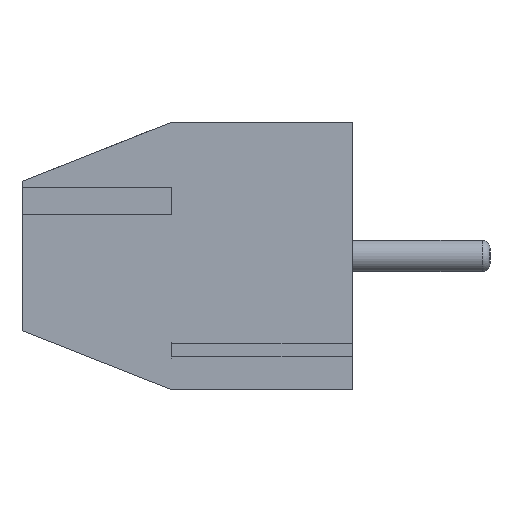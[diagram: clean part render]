
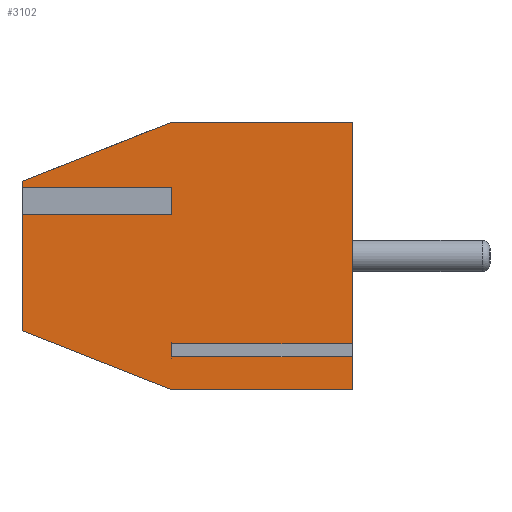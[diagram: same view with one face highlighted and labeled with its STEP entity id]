
A CAD part, left-side view. The second image highlights one B-rep face of the part: STEP entity #3102.
In plain terms, the highlighted planar face has unit normal (-1, 0, 0).
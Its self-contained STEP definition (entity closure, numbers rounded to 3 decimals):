
#345 = PLANE ( 'NONE',  #12491 ) ;
#721 = LINE ( 'NONE', #13782, #18015 ) ;
#1155 = CARTESIAN_POINT ( 'NONE',  ( 0., 8.4, 1.5 ) ) ;
#1578 = ORIENTED_EDGE ( 'NONE', *, *, #23752, .F. ) ;
#1586 = LINE ( 'NONE', #4975, #7042 ) ;
#1688 = CARTESIAN_POINT ( 'NONE',  ( 0., 4.6, 6.8 ) ) ;
#2819 = VERTEX_POINT ( 'NONE', #18083 ) ;
#3039 = ORIENTED_EDGE ( 'NONE', *, *, #3726, .F. ) ;
#3102 = ADVANCED_FACE ( 'NONE', ( #3736 ), #345, .F. ) ;
#3594 = VERTEX_POINT ( 'NONE', #20126 ) ;
#3726 = EDGE_CURVE ( 'NONE', #11174, #22776, #29725, .T. ) ;
#3736 = FACE_OUTER_BOUND ( 'NONE', #6395, .T. ) ;
#4282 = LINE ( 'NONE', #17331, #40695 ) ;
#4452 = EDGE_CURVE ( 'NONE', #38237, #11565, #23465, .T. ) ;
#4471 = EDGE_CURVE ( 'NONE', #20082, #14861, #16617, .T. ) ;
#4538 = ORIENTED_EDGE ( 'NONE', *, *, #32197, .F. ) ;
#4662 = DIRECTION ( 'NONE',  ( 0., 0., 1. ) ) ;
#4724 = DIRECTION ( 'NONE',  ( 0., -0.93, 0.367 ) ) ;
#4728 = CARTESIAN_POINT ( 'NONE',  ( 0., 8.4, 4.968 ) ) ;
#4889 = DIRECTION ( 'NONE',  ( 0., 0., -1. ) ) ;
#4975 = CARTESIAN_POINT ( 'NONE',  ( 0., 0., 6.8 ) ) ;
#5946 = LINE ( 'NONE', #38325, #33364 ) ;
#6395 = EDGE_LOOP ( 'NONE', ( #9246, #9394, #25075, #1578, #12564, #33176, #35063, #26529, #3039, #35256, #25523, #40667, #4538, #36016 ) ) ;
#6506 = VECTOR ( 'NONE', #28321, 1000. ) ;
#6574 = CARTESIAN_POINT ( 'NONE',  ( 0., 8.4, 6.8 ) ) ;
#6656 = VERTEX_POINT ( 'NONE', #1688 ) ;
#7042 = VECTOR ( 'NONE', #8192, 1000. ) ;
#7635 = LINE ( 'NONE', #10861, #40413 ) ;
#8192 = DIRECTION ( 'NONE',  ( 0., 0., 1. ) ) ;
#8505 = LINE ( 'NONE', #21566, #19789 ) ;
#9056 = EDGE_CURVE ( 'NONE', #40607, #3594, #8505, .T. ) ;
#9246 = ORIENTED_EDGE ( 'NONE', *, *, #4452, .T. ) ;
#9394 = ORIENTED_EDGE ( 'NONE', *, *, #12388, .T. ) ;
#10861 = CARTESIAN_POINT ( 'NONE',  ( 0., 4.6, 0.832 ) ) ;
#11034 = DIRECTION ( 'NONE',  ( 0., -1., 0. ) ) ;
#11174 = VERTEX_POINT ( 'NONE', #14083 ) ;
#11565 = VERTEX_POINT ( 'NONE', #21236 ) ;
#11580 = CARTESIAN_POINT ( 'NONE',  ( 0., 0., 0. ) ) ;
#12388 = EDGE_CURVE ( 'NONE', #11565, #2819, #1586, .T. ) ;
#12491 = AXIS2_PLACEMENT_3D ( 'NONE', #39534, #16790, #39958 ) ;
#12564 = ORIENTED_EDGE ( 'NONE', *, *, #4471, .F. ) ;
#12786 = VECTOR ( 'NONE', #23185, 1000. ) ;
#13507 = EDGE_CURVE ( 'NONE', #19377, #40607, #721, .T. ) ;
#13782 = CARTESIAN_POINT ( 'NONE',  ( 0., 8.4, 0. ) ) ;
#14083 = CARTESIAN_POINT ( 'NONE',  ( 0., 8.4, 1.5 ) ) ;
#14326 = EDGE_CURVE ( 'NONE', #39809, #39764, #4282, .T. ) ;
#14844 = EDGE_CURVE ( 'NONE', #6656, #2819, #15431, .T. ) ;
#14861 = VERTEX_POINT ( 'NONE', #19270 ) ;
#15431 = LINE ( 'NONE', #28732, #6506 ) ;
#16442 = EDGE_CURVE ( 'NONE', #20082, #39809, #5946, .T. ) ;
#16617 = LINE ( 'NONE', #19839, #39185 ) ;
#16790 = DIRECTION ( 'NONE',  ( 1., 0., 0. ) ) ;
#17277 = DIRECTION ( 'NONE',  ( 0., -1., 0. ) ) ;
#17331 = CARTESIAN_POINT ( 'NONE',  ( 0., 4.6, 4.968 ) ) ;
#17785 = LINE ( 'NONE', #36891, #39406 ) ;
#18015 = VECTOR ( 'NONE', #26829, 1000. ) ;
#18083 = CARTESIAN_POINT ( 'NONE',  ( 0., 0., 6.8 ) ) ;
#18155 = CARTESIAN_POINT ( 'NONE',  ( 0., 4.6, 0.832 ) ) ;
#18544 = VECTOR ( 'NONE', #19855, 1000. ) ;
#19270 = CARTESIAN_POINT ( 'NONE',  ( 0., 8.4, 5.3 ) ) ;
#19377 = VERTEX_POINT ( 'NONE', #26321 ) ;
#19553 = DIRECTION ( 'NONE',  ( 0., -1., 0. ) ) ;
#19789 = VECTOR ( 'NONE', #34633, 1000. ) ;
#19839 = CARTESIAN_POINT ( 'NONE',  ( 0., 8.4, 6.8 ) ) ;
#19855 = DIRECTION ( 'NONE',  ( 0., 0., 1. ) ) ;
#19894 = CARTESIAN_POINT ( 'NONE',  ( 0., 8.4, 4.632 ) ) ;
#20082 = VERTEX_POINT ( 'NONE', #4728 ) ;
#20126 = CARTESIAN_POINT ( 'NONE',  ( 0., 0., 0.832 ) ) ;
#21236 = CARTESIAN_POINT ( 'NONE',  ( 0., 0., 1.168 ) ) ;
#21566 = CARTESIAN_POINT ( 'NONE',  ( 0., 0., 6.8 ) ) ;
#21567 = VERTEX_POINT ( 'NONE', #29891 ) ;
#22776 = VERTEX_POINT ( 'NONE', #19894 ) ;
#22916 = EDGE_CURVE ( 'NONE', #21567, #38237, #34649, .T. ) ;
#23185 = DIRECTION ( 'NONE',  ( 0., 0.93, 0.367 ) ) ;
#23465 = LINE ( 'NONE', #26691, #24069 ) ;
#23752 = EDGE_CURVE ( 'NONE', #14861, #6656, #17785, .T. ) ;
#23904 = CARTESIAN_POINT ( 'NONE',  ( 0., 4.6, 4.632 ) ) ;
#24069 = VECTOR ( 'NONE', #11034, 1000. ) ;
#24559 = CARTESIAN_POINT ( 'NONE',  ( 0., 4.6, 4.968 ) ) ;
#25075 = ORIENTED_EDGE ( 'NONE', *, *, #14844, .F. ) ;
#25450 = DIRECTION ( 'NONE',  ( 0., -1., 0. ) ) ;
#25523 = ORIENTED_EDGE ( 'NONE', *, *, #13507, .T. ) ;
#26321 = CARTESIAN_POINT ( 'NONE',  ( 0., 4.6, 0. ) ) ;
#26529 = ORIENTED_EDGE ( 'NONE', *, *, #30388, .F. ) ;
#26691 = CARTESIAN_POINT ( 'NONE',  ( 0., 4.6, 1.168 ) ) ;
#26774 = CARTESIAN_POINT ( 'NONE',  ( 0., 8.4, 4.632 ) ) ;
#26829 = DIRECTION ( 'NONE',  ( 0., -1., 0. ) ) ;
#27325 = DIRECTION ( 'NONE',  ( 0., 0., 1. ) ) ;
#28321 = DIRECTION ( 'NONE',  ( 0., -1., 0. ) ) ;
#28732 = CARTESIAN_POINT ( 'NONE',  ( 0., 8.4, 6.8 ) ) ;
#29089 = EDGE_CURVE ( 'NONE', #19377, #11174, #36295, .T. ) ;
#29513 = CARTESIAN_POINT ( 'NONE',  ( 0., 4.6, 1.168 ) ) ;
#29725 = LINE ( 'NONE', #6574, #18544 ) ;
#29891 = CARTESIAN_POINT ( 'NONE',  ( 0., 4.6, 0.832 ) ) ;
#30388 = EDGE_CURVE ( 'NONE', #22776, #39764, #39872, .T. ) ;
#32197 = EDGE_CURVE ( 'NONE', #21567, #3594, #7635, .T. ) ;
#33176 = ORIENTED_EDGE ( 'NONE', *, *, #16442, .T. ) ;
#33364 = VECTOR ( 'NONE', #25450, 1000. ) ;
#34633 = DIRECTION ( 'NONE',  ( 0., 0., 1. ) ) ;
#34649 = LINE ( 'NONE', #18155, #37949 ) ;
#35063 = ORIENTED_EDGE ( 'NONE', *, *, #14326, .T. ) ;
#35256 = ORIENTED_EDGE ( 'NONE', *, *, #29089, .F. ) ;
#36016 = ORIENTED_EDGE ( 'NONE', *, *, #22916, .T. ) ;
#36295 = LINE ( 'NONE', #1155, #12786 ) ;
#36891 = CARTESIAN_POINT ( 'NONE',  ( 0., 8.4, 5.3 ) ) ;
#37949 = VECTOR ( 'NONE', #4662, 1000. ) ;
#38237 = VERTEX_POINT ( 'NONE', #29513 ) ;
#38325 = CARTESIAN_POINT ( 'NONE',  ( 0., 8.4, 4.968 ) ) ;
#39185 = VECTOR ( 'NONE', #27325, 1000. ) ;
#39406 = VECTOR ( 'NONE', #4724, 1000. ) ;
#39534 = CARTESIAN_POINT ( 'NONE',  ( 0., 8.4, 6.8 ) ) ;
#39764 = VERTEX_POINT ( 'NONE', #23904 ) ;
#39809 = VERTEX_POINT ( 'NONE', #24559 ) ;
#39872 = LINE ( 'NONE', #26774, #41644 ) ;
#39958 = DIRECTION ( 'NONE',  ( 0., 0., -1. ) ) ;
#40413 = VECTOR ( 'NONE', #17277, 1000. ) ;
#40607 = VERTEX_POINT ( 'NONE', #11580 ) ;
#40667 = ORIENTED_EDGE ( 'NONE', *, *, #9056, .T. ) ;
#40695 = VECTOR ( 'NONE', #4889, 1000. ) ;
#41644 = VECTOR ( 'NONE', #19553, 1000. ) ;
